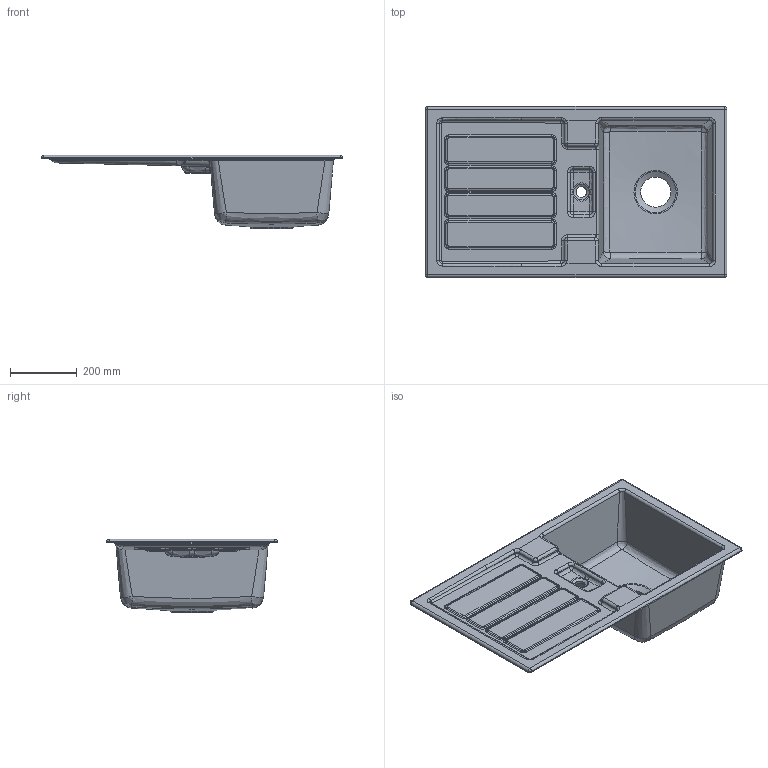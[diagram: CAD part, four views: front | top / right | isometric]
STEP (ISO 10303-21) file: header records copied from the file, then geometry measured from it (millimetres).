
FILE_DESCRIPTION(/* description */ (''),/* implementation_level */ '2;1');
FILE_NAME(/* name */ 'Spuele_3305_Flavia_50.stp',/* time_stamp */ '2019-02-27T09:06:51+01:00',/* author */ (''),/* organization */ (''),/* preprocessor_version */ 'ST-DEVELOPER v16',/* originating_system */ 'SIEMENS PLM Software NX 10.0',/* authorisation */ '');
FILE_SCHEMA (('AUTOMOTIVE_DESIGN { 1 0 10303 214 3 1 1 1 }'));
Length unit declared in the file: millimetre
Products named in the file (1): Sier21901581kq8n
Bounding box: 901.4 x 511.4 x 220 mm (x, y, z)
Volume: 9644239.3 mm3; surface area: 1446877.4 mm2
Topology: 1 solids, 1 shells, 387 faces, 909 edges, 521 vertices
Faces by surface type: bspline 160, cylinder 125, plane 46, torus 30, sphere 16, cone 10
Full cylindrical faces by diameter (mm): 32 x1, 90 x1
Entity records: 15225 total; most frequent: CARTESIAN_POINT 7169, ORIENTED_EDGE 1762, DIRECTION 1624, EDGE_CURVE 881, AXIS2_PLACEMENT_3D 696, VERTEX_POINT 516, CIRCLE 430, EDGE_LOOP 411
